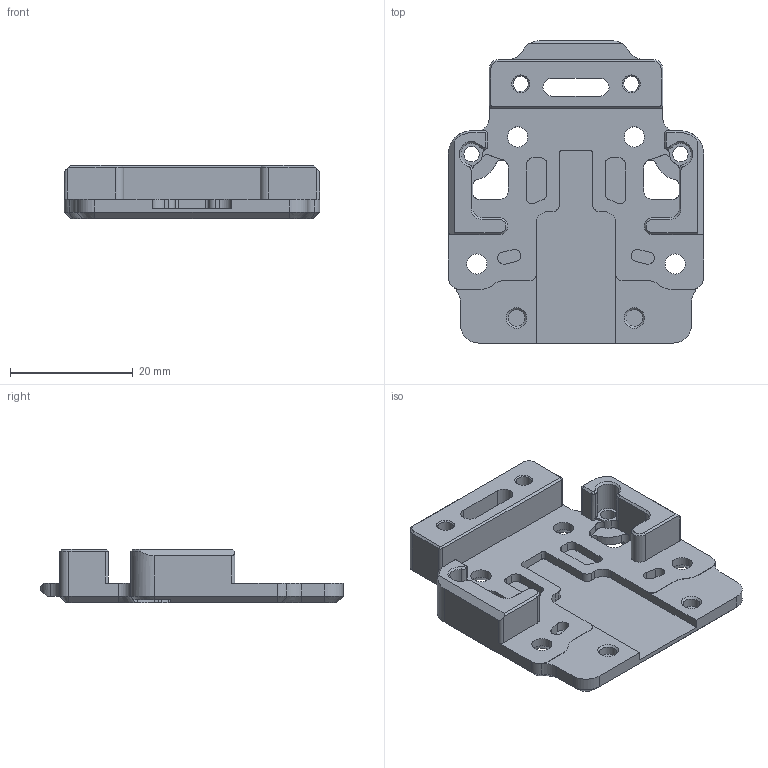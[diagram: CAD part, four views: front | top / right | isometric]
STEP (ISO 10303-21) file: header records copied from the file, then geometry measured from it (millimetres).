
FILE_DESCRIPTION(/* description */ (''),/* implementation_level */ '2;1');
FILE_NAME(/* name */ 'sol v3 (anodisation 0.07mm).step',/* time_stamp */ '2023-06-03T22:41:19+02:00',/* author */ (''),/* organization */ (''),/* preprocessor_version */ 'ST-DEVELOPER v19.2',/* originating_system */ 'Autodesk Translation Framework v12.6.0.85',/* authorisation */ '');
FILE_SCHEMA (('AUTOMOTIVE_DESIGN { 1 0 10303 214 3 1 1 }'));
Length unit declared in the file: millimetre
Products named in the file (2): QD Plate home made; plaquette sol
Assembly tree (1 placements, depth 2):
  QD Plate home made
    plaquette sol
Bounding box: 41.61 x 49.23 x 8.66 mm (x, y, z)
Volume: 6151.9 mm3; surface area: 5502.1 mm2
Topology: 1 solids, 1 shells, 261 faces, 705 edges, 448 vertices
Faces by surface type: cylinder 112, plane 107, cone 42
Full cylindrical faces by diameter (mm): 2.5 x4, 2.75 x2, 3.3 x4
Entity records: 8374 total; most frequent: DIRECTION 1521, CARTESIAN_POINT 1432, ORIENTED_EDGE 1410, EDGE_CURVE 705, AXIS2_PLACEMENT_3D 556, VERTEX_POINT 448, LINE 409, VECTOR 409
